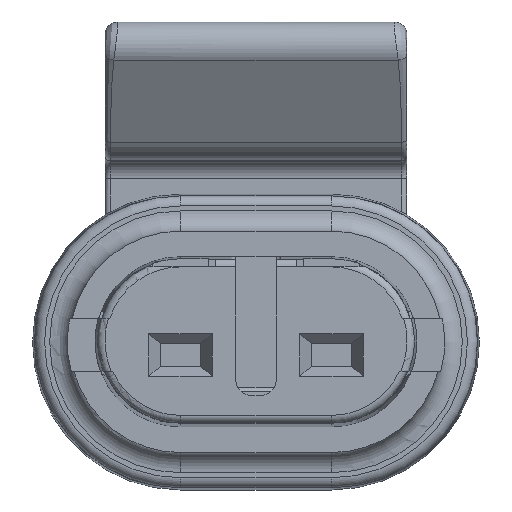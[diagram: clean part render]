
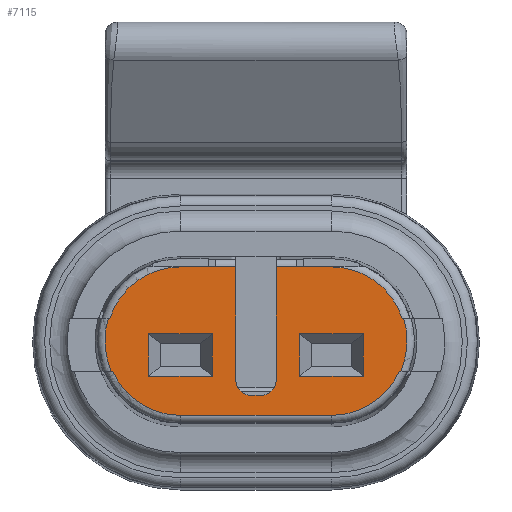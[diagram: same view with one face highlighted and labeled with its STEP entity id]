
A CAD part, top view. The second image highlights one B-rep face of the part: STEP entity #7115.
In plain terms, the highlighted planar face has unit normal (0, 0, 1).
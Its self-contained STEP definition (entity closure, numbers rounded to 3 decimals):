
#1668=DIRECTION('',(1.,0.,0.));
#1669=VECTOR('',#1668,2.524);
#1670=CARTESIAN_POINT('',(-4.262,0.93,1.5));
#1671=LINE('',#1670,#1669);
#1672=DIRECTION('',(0.,1.,0.));
#1673=VECTOR('',#1672,1.7);
#1674=CARTESIAN_POINT('',(-4.262,-0.77,1.5));
#1675=LINE('',#1674,#1673);
#1676=DIRECTION('',(-1.,0.,0.));
#1677=VECTOR('',#1676,2.524);
#1678=CARTESIAN_POINT('',(-1.738,-0.77,1.5));
#1679=LINE('',#1678,#1677);
#1680=DIRECTION('',(0.,-1.,0.));
#1681=VECTOR('',#1680,1.7);
#1682=CARTESIAN_POINT('',(-1.738,0.93,1.5));
#1683=LINE('',#1682,#1681);
#1684=DIRECTION('',(0.,-1.,0.));
#1685=VECTOR('',#1684,1.7);
#1686=CARTESIAN_POINT('',(4.262,0.93,1.5));
#1687=LINE('',#1686,#1685);
#1688=DIRECTION('',(1.,0.,0.));
#1689=VECTOR('',#1688,2.524);
#1690=CARTESIAN_POINT('',(1.738,0.93,1.5));
#1691=LINE('',#1690,#1689);
#1692=DIRECTION('',(0.,1.,0.));
#1693=VECTOR('',#1692,1.7);
#1694=CARTESIAN_POINT('',(1.738,-0.77,1.5));
#1695=LINE('',#1694,#1693);
#1696=DIRECTION('',(-1.,0.,0.));
#1697=VECTOR('',#1696,2.524);
#1698=CARTESIAN_POINT('',(4.262,-0.77,1.5));
#1699=LINE('',#1698,#1697);
#1700=DIRECTION('',(1.,0.,0.));
#1701=VECTOR('',#1700,0.054);
#1702=CARTESIAN_POINT('',(5.809,1.53,1.5));
#1703=LINE('',#1702,#1701);
#1704=CARTESIAN_POINT('',(3.,0.63,1.5));
#1705=DIRECTION('',(0.,0.,-1.));
#1706=DIRECTION('',(0.954,0.3,0.));
#1707=AXIS2_PLACEMENT_3D('',#1704,#1705,#1706);
#1709=DIRECTION('',(1.,0.,0.));
#1710=VECTOR('',#1709,0.056);
#1711=CARTESIAN_POINT('',(5.695,-0.57,1.5));
#1712=LINE('',#1711,#1710);
#1713=CARTESIAN_POINT('',(3.,0.63,1.5));
#1714=DIRECTION('',(0.,0.,1.));
#1715=DIRECTION('',(0.,-1.,0.));
#1716=AXIS2_PLACEMENT_3D('',#1713,#1714,#1715);
#1718=DIRECTION('',(1.,0.,0.));
#1719=VECTOR('',#1718,6.);
#1720=CARTESIAN_POINT('',(-3.,-2.32,1.5));
#1721=LINE('',#1720,#1719);
#1722=CARTESIAN_POINT('',(-3.,0.63,1.5));
#1723=DIRECTION('',(0.,0.,1.));
#1724=DIRECTION('',(-0.914,-0.407,0.));
#1725=AXIS2_PLACEMENT_3D('',#1722,#1723,#1724);
#1727=DIRECTION('',(-1.,0.,0.));
#1728=VECTOR('',#1727,0.056);
#1729=CARTESIAN_POINT('',(-5.695,-0.57,1.5));
#1730=LINE('',#1729,#1728);
#1731=CARTESIAN_POINT('',(-3.,0.63,1.5));
#1732=DIRECTION('',(0.,0.,-1.));
#1733=DIRECTION('',(-0.917,-0.4,0.));
#1734=AXIS2_PLACEMENT_3D('',#1731,#1732,#1733);
#1736=DIRECTION('',(-1.,0.,0.));
#1737=VECTOR('',#1736,0.054);
#1738=CARTESIAN_POINT('',(-5.809,1.53,1.5));
#1739=LINE('',#1738,#1737);
#1740=CARTESIAN_POINT('',(-3.,0.63,1.5));
#1741=DIRECTION('',(0.,0.,-1.));
#1742=DIRECTION('',(-0.952,0.305,0.));
#1743=AXIS2_PLACEMENT_3D('',#1740,#1741,#1742);
#1745=DIRECTION('',(1.,0.,0.));
#1746=VECTOR('',#1745,1.4);
#1747=CARTESIAN_POINT('',(-3.,3.58,1.5));
#1748=LINE('',#1747,#1746);
#1749=DIRECTION('',(-1.,0.,0.));
#1750=VECTOR('',#1749,0.8);
#1751=CARTESIAN_POINT('',(-0.8,3.58,1.5));
#1752=LINE('',#1751,#1750);
#1753=DIRECTION('',(0.,1.,0.));
#1754=VECTOR('',#1753,4.5);
#1755=CARTESIAN_POINT('',(-0.8,-0.92,1.5));
#1756=LINE('',#1755,#1754);
#1757=CARTESIAN_POINT('',(-0.2,-0.92,1.5));
#1758=DIRECTION('',(0.,0.,-1.));
#1759=DIRECTION('',(0.,-1.,0.));
#1760=AXIS2_PLACEMENT_3D('',#1757,#1758,#1759);
#1762=DIRECTION('',(-1.,0.,0.));
#1763=VECTOR('',#1762,0.4);
#1764=CARTESIAN_POINT('',(0.2,-1.52,1.5));
#1765=LINE('',#1764,#1763);
#1766=CARTESIAN_POINT('',(0.2,-0.92,1.5));
#1767=DIRECTION('',(0.,0.,-1.));
#1768=DIRECTION('',(1.,0.,0.));
#1769=AXIS2_PLACEMENT_3D('',#1766,#1767,#1768);
#1771=DIRECTION('',(0.,-1.,0.));
#1772=VECTOR('',#1771,4.5);
#1773=CARTESIAN_POINT('',(0.8,3.58,1.5));
#1774=LINE('',#1773,#1772);
#1775=DIRECTION('',(-1.,0.,0.));
#1776=VECTOR('',#1775,0.8);
#1777=CARTESIAN_POINT('',(1.6,3.58,1.5));
#1778=LINE('',#1777,#1776);
#1779=DIRECTION('',(1.,0.,0.));
#1780=VECTOR('',#1779,1.4);
#1781=CARTESIAN_POINT('',(1.6,3.58,1.5));
#1782=LINE('',#1781,#1780);
#1863=CARTESIAN_POINT('',(3.,0.63,1.5));
#1864=DIRECTION('',(0.,0.,1.));
#1865=DIRECTION('',(0.952,0.305,0.));
#1866=AXIS2_PLACEMENT_3D('',#1863,#1864,#1865);
#1892=CARTESIAN_POINT('',(3.,3.58,1.5));
#4757=CARTESIAN_POINT('',(0.2,-1.52,1.5));
#4758=CARTESIAN_POINT('',(-0.2,-1.52,1.5));
#4759=VERTEX_POINT('',#4757);
#4760=VERTEX_POINT('',#4758);
#4769=CARTESIAN_POINT('',(0.8,-0.92,1.5));
#4770=VERTEX_POINT('',#4769);
#4771=CARTESIAN_POINT('',(-0.8,-0.92,1.5));
#4772=VERTEX_POINT('',#4771);
#4790=CARTESIAN_POINT('',(-1.738,-0.77,1.5));
#4792=VERTEX_POINT('',#4790);
#4794=CARTESIAN_POINT('',(-4.262,0.93,1.5));
#4796=VERTEX_POINT('',#4794);
#4798=CARTESIAN_POINT('',(-1.738,0.93,1.5));
#4800=VERTEX_POINT('',#4798);
#4802=CARTESIAN_POINT('',(4.262,0.93,1.5));
#4804=VERTEX_POINT('',#4802);
#4806=CARTESIAN_POINT('',(1.738,0.93,1.5));
#4808=VERTEX_POINT('',#4806);
#4810=CARTESIAN_POINT('',(1.738,-0.77,1.5));
#4812=VERTEX_POINT('',#4810);
#4814=CARTESIAN_POINT('',(4.262,-0.77,1.5));
#4816=VERTEX_POINT('',#4814);
#4839=CARTESIAN_POINT('',(-4.262,-0.77,1.5));
#4840=VERTEX_POINT('',#4839);
#5057=VERTEX_POINT('',#1892);
#5059=CARTESIAN_POINT('',(5.809,1.53,1.5));
#5060=CARTESIAN_POINT('',(5.863,1.53,1.5));
#5061=VERTEX_POINT('',#5059);
#5062=VERTEX_POINT('',#5060);
#5067=CARTESIAN_POINT('',(5.751,-0.57,1.5));
#5068=VERTEX_POINT('',#5067);
#5073=CARTESIAN_POINT('',(3.,-2.32,1.5));
#5074=CARTESIAN_POINT('',(5.695,-0.57,1.5));
#5075=VERTEX_POINT('',#5073);
#5076=VERTEX_POINT('',#5074);
#5077=CARTESIAN_POINT('',(-3.,-2.32,1.5));
#5078=VERTEX_POINT('',#5077);
#5081=CARTESIAN_POINT('',(-5.695,-0.57,1.5));
#5082=VERTEX_POINT('',#5081);
#5085=CARTESIAN_POINT('',(-5.751,-0.57,1.5));
#5086=VERTEX_POINT('',#5085);
#5091=CARTESIAN_POINT('',(-5.863,1.53,1.5));
#5092=VERTEX_POINT('',#5091);
#5093=CARTESIAN_POINT('',(-5.809,1.53,1.5));
#5094=CARTESIAN_POINT('',(-3.,3.58,1.5));
#5095=VERTEX_POINT('',#5093);
#5096=VERTEX_POINT('',#5094);
#5101=CARTESIAN_POINT('',(-1.6,3.58,1.5));
#5103=VERTEX_POINT('',#5101);
#5107=CARTESIAN_POINT('',(-0.8,3.58,1.5));
#5108=VERTEX_POINT('',#5107);
#5109=CARTESIAN_POINT('',(0.8,3.58,1.5));
#5111=VERTEX_POINT('',#5109);
#5115=CARTESIAN_POINT('',(1.6,3.58,1.5));
#5116=VERTEX_POINT('',#5115);
#7050=CARTESIAN_POINT('',(0.,0.,1.5));
#7051=DIRECTION('',(0.,0.,1.));
#7052=DIRECTION('',(1.,0.,0.));
#7053=AXIS2_PLACEMENT_3D('',#7050,#7051,#7052);
#7054=PLANE('',#7053);
#7056=ORIENTED_EDGE('',*,*,#7055,.F.);
#7058=ORIENTED_EDGE('',*,*,#7057,.T.);
#7060=ORIENTED_EDGE('',*,*,#7059,.T.);
#7062=ORIENTED_EDGE('',*,*,#7061,.F.);
#7064=ORIENTED_EDGE('',*,*,#7063,.F.);
#7066=ORIENTED_EDGE('',*,*,#7065,.F.);
#7068=ORIENTED_EDGE('',*,*,#7067,.F.);
#7070=ORIENTED_EDGE('',*,*,#7069,.T.);
#7072=ORIENTED_EDGE('',*,*,#7071,.T.);
#7074=ORIENTED_EDGE('',*,*,#7073,.F.);
#7076=ORIENTED_EDGE('',*,*,#7075,.T.);
#7078=ORIENTED_EDGE('',*,*,#7077,.T.);
#7080=ORIENTED_EDGE('',*,*,#7079,.F.);
#7082=ORIENTED_EDGE('',*,*,#7081,.F.);
#7084=ORIENTED_EDGE('',*,*,#7083,.F.);
#7086=ORIENTED_EDGE('',*,*,#7085,.F.);
#7088=ORIENTED_EDGE('',*,*,#7087,.F.);
#7090=ORIENTED_EDGE('',*,*,#7089,.F.);
#7092=ORIENTED_EDGE('',*,*,#7091,.F.);
#7094=ORIENTED_EDGE('',*,*,#7093,.T.);
#7095=EDGE_LOOP('',(#7056,#7058,#7060,#7062,#7064,#7066,#7068,#7070,#7072,#7074,
#7076,#7078,#7080,#7082,#7084,#7086,#7088,#7090,#7092,#7094));
#7096=FACE_OUTER_BOUND('',#7095,.F.);
#7098=ORIENTED_EDGE('',*,*,#7097,.F.);
#7100=ORIENTED_EDGE('',*,*,#7099,.F.);
#7102=ORIENTED_EDGE('',*,*,#7101,.F.);
#7104=ORIENTED_EDGE('',*,*,#7103,.F.);
#7105=EDGE_LOOP('',(#7098,#7100,#7102,#7104));
#7106=FACE_BOUND('',#7105,.F.);
#7107=ORIENTED_EDGE('',*,*,#7041,.F.);
#7108=ORIENTED_EDGE('',*,*,#7030,.F.);
#7110=ORIENTED_EDGE('',*,*,#7109,.F.);
#7112=ORIENTED_EDGE('',*,*,#7111,.F.);
#7113=EDGE_LOOP('',(#7107,#7108,#7110,#7112));
#7114=FACE_BOUND('',#7113,.F.);
#1708=CIRCLE('',#1707,3.001);
#1717=CIRCLE('',#1716,2.95);
#1726=CIRCLE('',#1725,2.95);
#1735=CIRCLE('',#1734,3.001);
#1744=CIRCLE('',#1743,2.95);
#1761=CIRCLE('',#1760,0.6);
#1770=CIRCLE('',#1769,0.6);
#1867=CIRCLE('',#1866,2.95);
#7030=EDGE_CURVE('',#4840,#4796,#1675,.T.);
#7041=EDGE_CURVE('',#4796,#4800,#1671,.T.);
#7055=EDGE_CURVE('',#5061,#5057,#1867,.T.);
#7057=EDGE_CURVE('',#5061,#5062,#1703,.T.);
#7059=EDGE_CURVE('',#5062,#5068,#1708,.T.);
#7061=EDGE_CURVE('',#5076,#5068,#1712,.T.);
#7063=EDGE_CURVE('',#5075,#5076,#1717,.T.);
#7065=EDGE_CURVE('',#5078,#5075,#1721,.T.);
#7067=EDGE_CURVE('',#5082,#5078,#1726,.T.);
#7069=EDGE_CURVE('',#5082,#5086,#1730,.T.);
#7071=EDGE_CURVE('',#5086,#5092,#1735,.T.);
#7073=EDGE_CURVE('',#5095,#5092,#1739,.T.);
#7075=EDGE_CURVE('',#5095,#5096,#1744,.T.);
#7077=EDGE_CURVE('',#5096,#5103,#1748,.T.);
#7079=EDGE_CURVE('',#5108,#5103,#1752,.T.);
#7081=EDGE_CURVE('',#4772,#5108,#1756,.T.);
#7083=EDGE_CURVE('',#4760,#4772,#1761,.T.);
#7085=EDGE_CURVE('',#4759,#4760,#1765,.T.);
#7087=EDGE_CURVE('',#4770,#4759,#1770,.T.);
#7089=EDGE_CURVE('',#5111,#4770,#1774,.T.);
#7091=EDGE_CURVE('',#5116,#5111,#1778,.T.);
#7093=EDGE_CURVE('',#5116,#5057,#1782,.T.);
#7097=EDGE_CURVE('',#4804,#4816,#1687,.T.);
#7099=EDGE_CURVE('',#4808,#4804,#1691,.T.);
#7101=EDGE_CURVE('',#4812,#4808,#1695,.T.);
#7103=EDGE_CURVE('',#4816,#4812,#1699,.T.);
#7109=EDGE_CURVE('',#4792,#4840,#1679,.T.);
#7111=EDGE_CURVE('',#4800,#4792,#1683,.T.);
#7115=ADVANCED_FACE('',(#7096,#7106,#7114),#7054,.T.);
